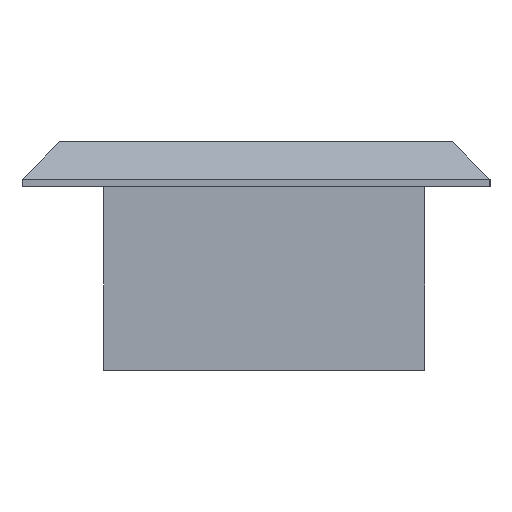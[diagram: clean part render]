
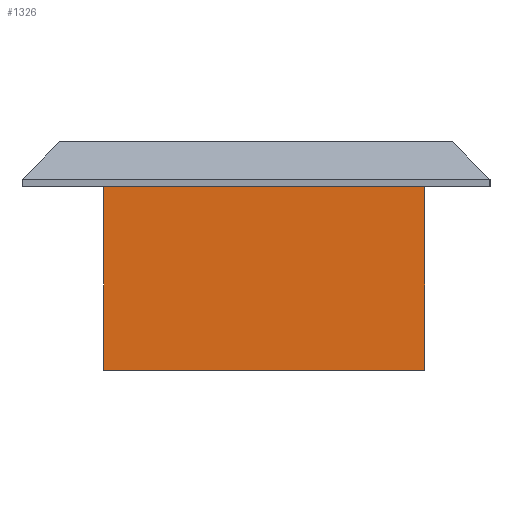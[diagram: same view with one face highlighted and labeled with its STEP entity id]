
A CAD part, left-side view. The second image highlights one B-rep face of the part: STEP entity #1326.
In plain terms, the highlighted planar face has unit normal (-1, 0, 0).
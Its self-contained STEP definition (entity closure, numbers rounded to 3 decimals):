
#88=PLANE('',#1439);
#159=FACE_OUTER_BOUND('',#241,.T.);
#241=EDGE_LOOP('',(#1198,#1199,#1200,#1201));
#369=LINE('',#2181,#499);
#433=LINE('',#2338,#563);
#438=LINE('',#2347,#568);
#439=LINE('',#2349,#569);
#499=VECTOR('',#1599,10.);
#563=VECTOR('',#1755,10.);
#568=VECTOR('',#1764,10.);
#569=VECTOR('',#1767,10.);
#637=VERTEX_POINT('',#2178);
#638=VERTEX_POINT('',#2180);
#685=VERTEX_POINT('',#2336);
#687=VERTEX_POINT('',#2345);
#789=EDGE_CURVE('',#637,#638,#369,.T.);
#865=EDGE_CURVE('',#685,#637,#433,.T.);
#870=EDGE_CURVE('',#687,#638,#438,.T.);
#871=EDGE_CURVE('',#685,#687,#439,.T.);
#1198=ORIENTED_EDGE('',*,*,#871,.T.);
#1199=ORIENTED_EDGE('',*,*,#870,.T.);
#1200=ORIENTED_EDGE('',*,*,#789,.F.);
#1201=ORIENTED_EDGE('',*,*,#865,.F.);
#1326=ADVANCED_FACE('',(#159),#88,.T.);
#1439=AXIS2_PLACEMENT_3D('',#2348,#1765,#1766);
#1599=DIRECTION('',(0.,-1.,0.));
#1755=DIRECTION('',(0.,0.,1.));
#1764=DIRECTION('',(0.,0.,1.));
#1765=DIRECTION('center_axis',(-1.,0.,0.));
#1766=DIRECTION('ref_axis',(0.,-1.,0.));
#1767=DIRECTION('',(0.,-1.,0.));
#2178=CARTESIAN_POINT('',(-61.5,16.6,20.));
#2180=CARTESIAN_POINT('',(-61.5,-18.4,20.));
#2181=CARTESIAN_POINT('',(-61.5,16.6,20.));
#2336=CARTESIAN_POINT('',(-61.5,16.6,0.));
#2338=CARTESIAN_POINT('',(-61.5,16.6,0.));
#2345=CARTESIAN_POINT('',(-61.5,-18.4,0.));
#2347=CARTESIAN_POINT('',(-61.5,-18.4,0.));
#2348=CARTESIAN_POINT('Origin',(-61.5,16.6,0.));
#2349=CARTESIAN_POINT('',(-61.5,16.6,0.));
